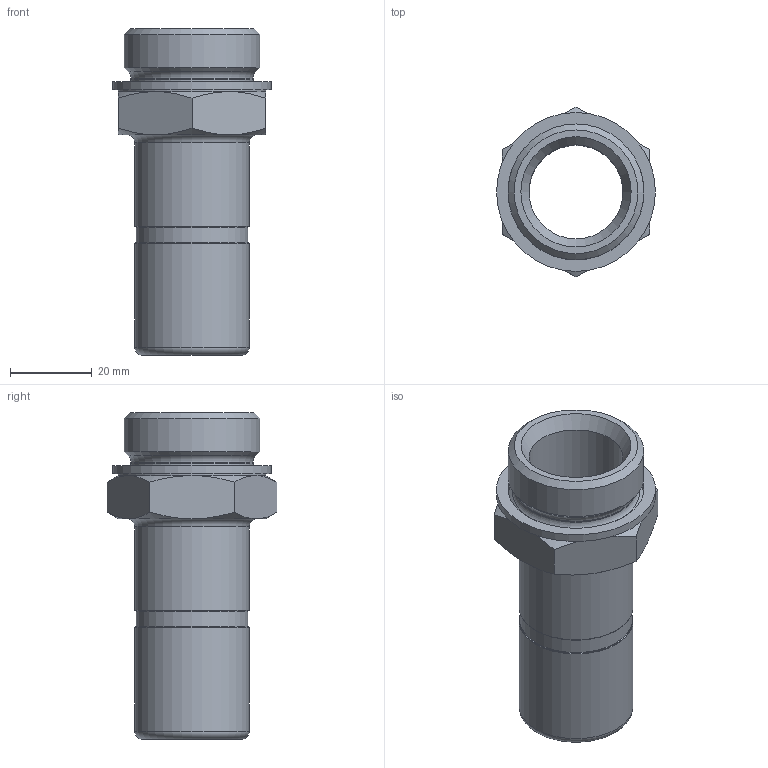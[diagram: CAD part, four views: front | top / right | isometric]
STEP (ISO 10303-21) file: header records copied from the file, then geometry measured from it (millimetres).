
FILE_DESCRIPTION(/* description */ ('STEP AP214'),/* implementation_level */ '2;1');
FILE_NAME(/* name */ '194589_CQ-1-28H',/* time_stamp */ '2024-07-24T09:18:34+02:00',/* author */ ('License CC BY-ND 4.0'),/* organization */ ('CADENAS'),/* preprocessor_version */ 'ST-DEVELOPER v19.3',/* originating_system */ 'PARTsolutions',/* authorisation */ ' ');
FILE_SCHEMA (('AUTOMOTIVE_DESIGN {1 0 10303 214 3 1 1}'));
Length unit declared in the file: millimetre
Products named in the file (1): 194589 CQ-1-28H
Bounding box: 38.9 x 41.57 x 80 mm (x, y, z)
Volume: 24778.9 mm3; surface area: 15341.4 mm2
Topology: 1 solids, 1 shells, 47 faces, 91 edges, 52 vertices
Faces by surface type: cone 16, plane 14, cylinder 9, torus 8
Full cylindrical faces by diameter (mm): 23 x1, 27.4 x1, 28 x2, 29.9 x1, 33.249 x1, 33.3 x1, 36 x1, 38.9 x1
Entity records: 1138 total; most frequent: CARTESIAN_POINT 250, DIRECTION 182, ORIENTED_EDGE 140, AXIS2_PLACEMENT_3D 88, EDGE_LOOP 76, FACE_BOUND 76, EDGE_CURVE 70, VERTEX_POINT 52
